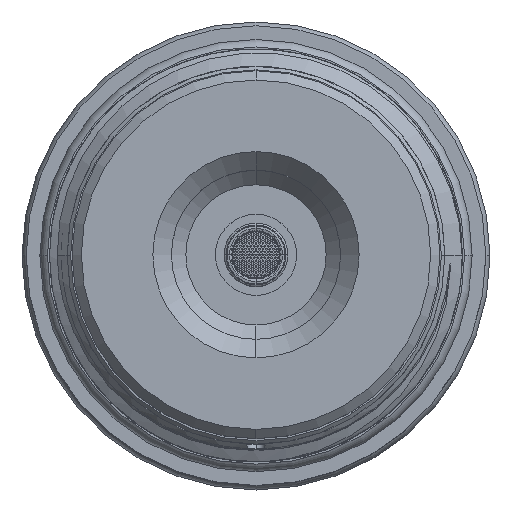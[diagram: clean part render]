
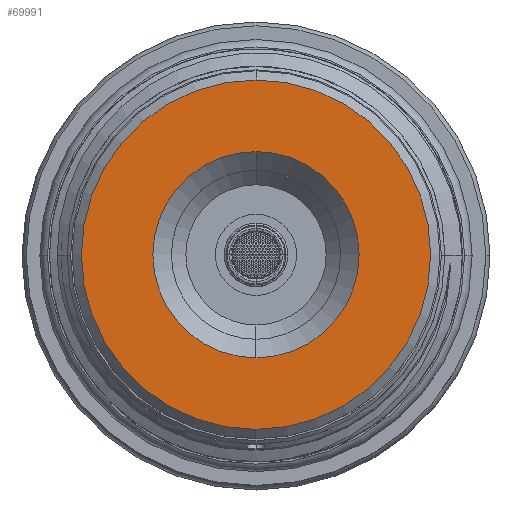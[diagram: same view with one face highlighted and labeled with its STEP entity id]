
A CAD part, top view. The second image highlights one B-rep face of the part: STEP entity #69991.
In plain terms, the highlighted planar face has unit normal (0, 0, 1).
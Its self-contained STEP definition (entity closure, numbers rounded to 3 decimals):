
#1523 = FACE_BOUND ( 'NONE', #58166, .T. ) ;
#1540 = DIRECTION ( 'NONE',  ( 0., 0., 1. ) ) ;
#2493 = VERTEX_POINT ( 'NONE', #70657 ) ;
#7312 = VERTEX_POINT ( 'NONE', #58672 ) ;
#8849 = ORIENTED_EDGE ( 'NONE', *, *, #35348, .F. ) ;
#8910 = EDGE_CURVE ( 'NONE', #2493, #46095, #11314, .T. ) ;
#9498 = DIRECTION ( 'NONE',  ( 0., 1., 0. ) ) ;
#10375 = CARTESIAN_POINT ( 'NONE',  ( 0., -15.075, 13.677 ) ) ;
#11314 = CIRCLE ( 'NONE', #103714, 8.9 ) ;
#11813 = EDGE_LOOP ( 'NONE', ( #39439, #8849 ) ) ;
#20926 = CARTESIAN_POINT ( 'NONE',  ( 0., -15.075, 13.677 ) ) ;
#23688 = VERTEX_POINT ( 'NONE', #20926 ) ;
#27004 = DIRECTION ( 'NONE',  ( 0., 1., 0. ) ) ;
#29294 = EDGE_CURVE ( 'NONE', #46095, #2493, #103562, .T. ) ;
#34364 = AXIS2_PLACEMENT_3D ( 'NONE', #10375, #1540, #27004 ) ;
#35348 = EDGE_CURVE ( 'NONE', #7312, #23688, #64960, .T. ) ;
#36975 = DIRECTION ( 'NONE',  ( 0., 0., 1. ) ) ;
#37329 = DIRECTION ( 'NONE',  ( 0., 1., 0. ) ) ;
#39439 = ORIENTED_EDGE ( 'NONE', *, *, #85614, .F. ) ;
#45674 = CIRCLE ( 'NONE', #85799, 15.075 ) ;
#46095 = VERTEX_POINT ( 'NONE', #87973 ) ;
#50698 = PLANE ( 'NONE',  #34364 ) ;
#58138 = AXIS2_PLACEMENT_3D ( 'NONE', #73981, #98794, #9498 ) ;
#58166 = EDGE_LOOP ( 'NONE', ( #68440, #103711 ) ) ;
#58672 = CARTESIAN_POINT ( 'NONE',  ( 0., 15.075, 13.677 ) ) ;
#61090 = DIRECTION ( 'NONE',  ( 0., -1., 0. ) ) ;
#64960 = CIRCLE ( 'NONE', #69827, 15.075 ) ;
#68440 = ORIENTED_EDGE ( 'NONE', *, *, #29294, .F. ) ;
#69827 = AXIS2_PLACEMENT_3D ( 'NONE', #94308, #92176, #84011 ) ;
#69991 = ADVANCED_FACE ( 'NONE', ( #103037, #1523 ), #50698, .T. ) ;
#70657 = CARTESIAN_POINT ( 'NONE',  ( 0., -8.9, 13.677 ) ) ;
#73981 = CARTESIAN_POINT ( 'NONE',  ( 0., 0., 13.677 ) ) ;
#84011 = DIRECTION ( 'NONE',  ( 0., -1., 0. ) ) ;
#84195 = CARTESIAN_POINT ( 'NONE',  ( 0., 0., 13.677 ) ) ;
#84918 = CARTESIAN_POINT ( 'NONE',  ( 0., 0., 13.677 ) ) ;
#85614 = EDGE_CURVE ( 'NONE', #23688, #7312, #45674, .T. ) ;
#85799 = AXIS2_PLACEMENT_3D ( 'NONE', #84195, #101515, #61090 ) ;
#87973 = CARTESIAN_POINT ( 'NONE',  ( 0., 8.9, 13.677 ) ) ;
#92176 = DIRECTION ( 'NONE',  ( 0., 0., -1. ) ) ;
#94308 = CARTESIAN_POINT ( 'NONE',  ( 0., 0., 13.677 ) ) ;
#98794 = DIRECTION ( 'NONE',  ( 0., 0., 1. ) ) ;
#101515 = DIRECTION ( 'NONE',  ( 0., 0., -1. ) ) ;
#103037 = FACE_OUTER_BOUND ( 'NONE', #11813, .T. ) ;
#103562 = CIRCLE ( 'NONE', #58138, 8.9 ) ;
#103711 = ORIENTED_EDGE ( 'NONE', *, *, #8910, .F. ) ;
#103714 = AXIS2_PLACEMENT_3D ( 'NONE', #84918, #36975, #37329 ) ;
